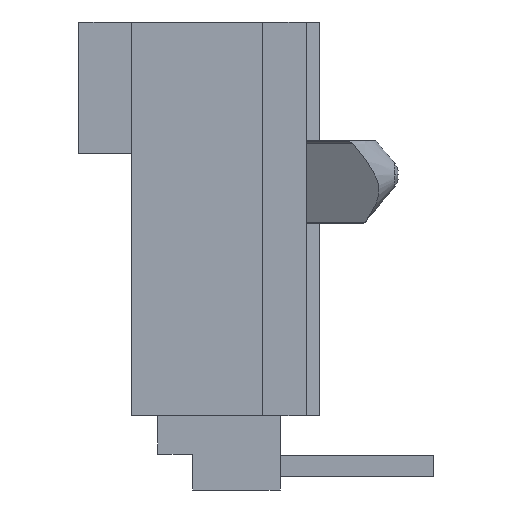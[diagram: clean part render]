
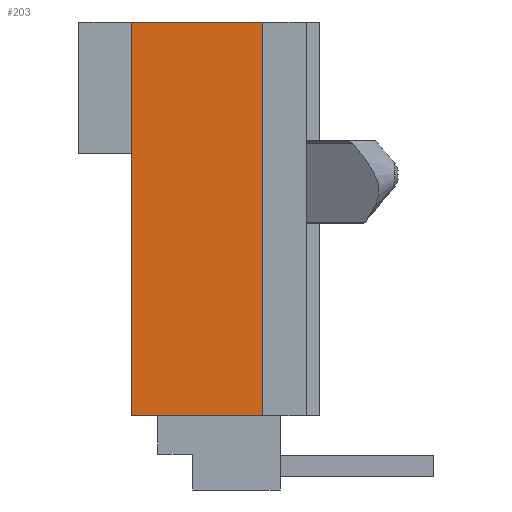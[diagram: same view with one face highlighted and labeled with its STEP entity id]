
A CAD part, left-side view. The second image highlights one B-rep face of the part: STEP entity #203.
In plain terms, the highlighted planar face has unit normal (-1, 0, 0).
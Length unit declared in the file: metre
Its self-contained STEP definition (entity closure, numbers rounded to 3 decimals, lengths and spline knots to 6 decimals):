
#203 = ADVANCED_FACE( '', ( #563 ), #564, .T. );
#563 = FACE_OUTER_BOUND( '', #1095, .T. );
#564 = PLANE( '', #1096 );
#1095 = EDGE_LOOP( '', ( #2452, #2453, #2454, #2455 ) );
#1096 = AXIS2_PLACEMENT_3D( '', #2456, #2457, #2458 );
#2452 = ORIENTED_EDGE( '', *, *, #3100, .T. );
#2453 = ORIENTED_EDGE( '', *, *, #3317, .F. );
#2454 = ORIENTED_EDGE( '', *, *, #3318, .F. );
#2455 = ORIENTED_EDGE( '', *, *, #2880, .T. );
#2456 = CARTESIAN_POINT( '', ( -0.00762, 0.00254, -0.005715 ) );
#2457 = DIRECTION( '', ( -1., 0., 0. ) );
#2458 = DIRECTION( '', ( 0., 0., 1. ) );
#2880 = EDGE_CURVE( '', #3485, #3483, #3486, .T. );
#3100 = EDGE_CURVE( '', #3483, #3880, #3882, .T. );
#3317 = EDGE_CURVE( '', #4194, #3880, #4195, .T. );
#3318 = EDGE_CURVE( '', #3485, #4194, #4196, .T. );
#3483 = VERTEX_POINT( '', #4570 );
#3485 = VERTEX_POINT( '', #4573 );
#3486 = LINE( '', #4574, #4575 );
#3880 = VERTEX_POINT( '', #5176 );
#3882 = LINE( '', #5179, #5180 );
#4194 = VERTEX_POINT( '', #5693 );
#4195 = LINE( '', #5694, #5695 );
#4196 = LINE( '', #5696, #5697 );
#4570 = CARTESIAN_POINT( '', ( -0.00762, -0.00127, -0.005715 ) );
#4573 = CARTESIAN_POINT( '', ( -0.00762, 0.00254, -0.005715 ) );
#4574 = CARTESIAN_POINT( '', ( -0.00762, 0.00254, -0.005715 ) );
#4575 = VECTOR( '', #5791, 1. );
#5176 = CARTESIAN_POINT( '', ( -0.00762, -0.00127, 0.005715 ) );
#5179 = CARTESIAN_POINT( '', ( -0.00762, -0.00127, -0.005715 ) );
#5180 = VECTOR( '', #6033, 1. );
#5693 = CARTESIAN_POINT( '', ( -0.00762, 0.00254, 0.005715 ) );
#5694 = CARTESIAN_POINT( '', ( -0.00762, 0.00254, 0.005715 ) );
#5695 = VECTOR( '', #6280, 1. );
#5696 = CARTESIAN_POINT( '', ( -0.00762, 0.00254, -0.005715 ) );
#5697 = VECTOR( '', #6281, 1. );
#5791 = DIRECTION( '', ( 0., -1., 0. ) );
#6033 = DIRECTION( '', ( 0., 0., 1. ) );
#6280 = DIRECTION( '', ( 0., -1., 0. ) );
#6281 = DIRECTION( '', ( 0., 0., 1. ) );
